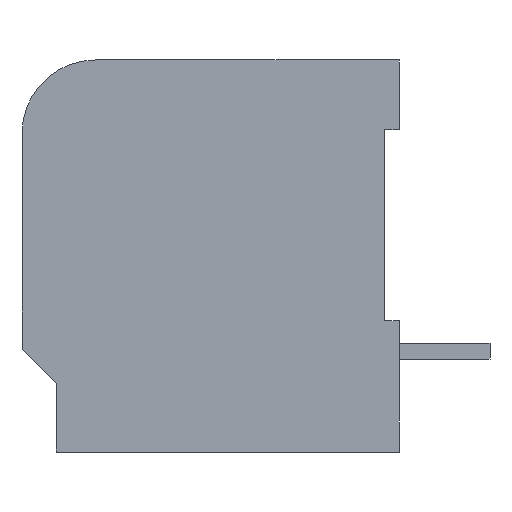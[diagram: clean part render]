
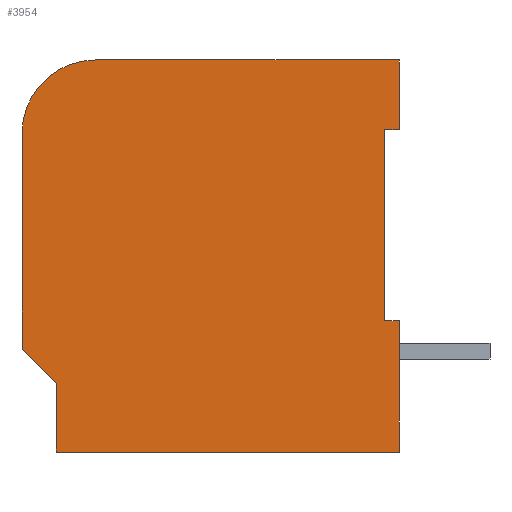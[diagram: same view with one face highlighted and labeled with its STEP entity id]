
A CAD part, left-side view. The second image highlights one B-rep face of the part: STEP entity #3954.
In plain terms, the highlighted planar face has unit normal (-1, 0, 0).
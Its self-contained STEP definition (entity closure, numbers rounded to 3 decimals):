
#135=DIRECTION('',(0.,0.,-1.));
#136=VECTOR('',#135,3.62);
#137=CARTESIAN_POINT('',(-17.59,0.,0.));
#138=LINE('',#137,#136);
#139=DIRECTION('',(0.,1.,0.));
#140=VECTOR('',#139,0.762);
#141=CARTESIAN_POINT('',(-17.59,0.,-3.62));
#142=LINE('',#141,#140);
#143=DIRECTION('',(0.,0.,-1.));
#144=VECTOR('',#143,9.906);
#145=CARTESIAN_POINT('',(-17.59,0.762,-3.62));
#146=LINE('',#145,#144);
#147=DIRECTION('',(0.,-1.,0.));
#148=VECTOR('',#147,0.762);
#149=CARTESIAN_POINT('',(-17.59,0.762,-13.526));
#150=LINE('',#149,#148);
#151=DIRECTION('',(0.,0.,-1.));
#152=VECTOR('',#151,6.795);
#153=CARTESIAN_POINT('',(-17.59,0.,-13.526));
#154=LINE('',#153,#152);
#155=DIRECTION('',(0.,0.,1.));
#156=VECTOR('',#155,3.556);
#157=CARTESIAN_POINT('',(-17.59,17.78,-20.32));
#158=LINE('',#157,#156);
#159=DIRECTION('',(0.,0.707,0.707));
#160=VECTOR('',#159,2.514);
#161=CARTESIAN_POINT('',(-17.59,17.78,-16.764));
#162=LINE('',#161,#160);
#163=DIRECTION('',(0.,0.,1.));
#164=VECTOR('',#163,11.176);
#165=CARTESIAN_POINT('',(-17.59,19.558,-14.986));
#166=LINE('',#165,#164);
#167=CARTESIAN_POINT('',(-17.59,15.748,-3.81));
#168=DIRECTION('',(1.,0.,0.));
#169=DIRECTION('',(0.,1.,0.));
#170=AXIS2_PLACEMENT_3D('',#167,#168,#169);
#248=DIRECTION('',(0.,1.,0.));
#249=VECTOR('',#248,15.748);
#250=CARTESIAN_POINT('',(-17.59,0.,0.));
#251=LINE('',#250,#249);
#608=DIRECTION('',(0.,-1.,0.));
#609=VECTOR('',#608,17.78);
#610=CARTESIAN_POINT('',(-17.59,17.78,-20.32));
#611=LINE('',#610,#609);
#2993=CARTESIAN_POINT('',(-17.59,0.,0.));
#2994=CARTESIAN_POINT('',(-17.59,0.,-3.62));
#2995=VERTEX_POINT('',#2993);
#2996=VERTEX_POINT('',#2994);
#2997=CARTESIAN_POINT('',(-17.59,0.762,-3.62));
#2998=VERTEX_POINT('',#2997);
#2999=CARTESIAN_POINT('',(-17.59,0.762,-13.526));
#3000=VERTEX_POINT('',#2999);
#3001=CARTESIAN_POINT('',(-17.59,0.,-13.526));
#3002=VERTEX_POINT('',#3001);
#3003=CARTESIAN_POINT('',(-17.59,0.,-20.32));
#3004=VERTEX_POINT('',#3003);
#3005=CARTESIAN_POINT('',(-17.59,17.78,-20.32));
#3006=CARTESIAN_POINT('',(-17.59,17.78,-16.764));
#3007=VERTEX_POINT('',#3005);
#3008=VERTEX_POINT('',#3006);
#3009=CARTESIAN_POINT('',(-17.59,19.558,-14.986));
#3010=VERTEX_POINT('',#3009);
#3011=CARTESIAN_POINT('',(-17.59,19.558,-3.81));
#3012=VERTEX_POINT('',#3011);
#3013=CARTESIAN_POINT('',(-17.59,15.748,0.));
#3014=VERTEX_POINT('',#3013);
#3925=CARTESIAN_POINT('',(-17.59,0.,0.));
#3926=DIRECTION('',(1.,0.,0.));
#3927=DIRECTION('',(0.,0.,-1.));
#3928=AXIS2_PLACEMENT_3D('',#3925,#3926,#3927);
#3929=PLANE('',#3928);
#3931=ORIENTED_EDGE('',*,*,#3930,.T.);
#3933=ORIENTED_EDGE('',*,*,#3932,.T.);
#3935=ORIENTED_EDGE('',*,*,#3934,.T.);
#3937=ORIENTED_EDGE('',*,*,#3936,.T.);
#3939=ORIENTED_EDGE('',*,*,#3938,.T.);
#3941=ORIENTED_EDGE('',*,*,#3940,.F.);
#3943=ORIENTED_EDGE('',*,*,#3942,.T.);
#3945=ORIENTED_EDGE('',*,*,#3944,.T.);
#3947=ORIENTED_EDGE('',*,*,#3946,.T.);
#3949=ORIENTED_EDGE('',*,*,#3948,.T.);
#3951=ORIENTED_EDGE('',*,*,#3950,.F.);
#3952=EDGE_LOOP('',(#3931,#3933,#3935,#3937,#3939,#3941,#3943,#3945,#3947,#3949,
#3951));
#3953=FACE_OUTER_BOUND('',#3952,.F.);
#171=CIRCLE('',#170,3.81);
#3930=EDGE_CURVE('',#2995,#2996,#138,.T.);
#3932=EDGE_CURVE('',#2996,#2998,#142,.T.);
#3934=EDGE_CURVE('',#2998,#3000,#146,.T.);
#3936=EDGE_CURVE('',#3000,#3002,#150,.T.);
#3938=EDGE_CURVE('',#3002,#3004,#154,.T.);
#3940=EDGE_CURVE('',#3007,#3004,#611,.T.);
#3942=EDGE_CURVE('',#3007,#3008,#158,.T.);
#3944=EDGE_CURVE('',#3008,#3010,#162,.T.);
#3946=EDGE_CURVE('',#3010,#3012,#166,.T.);
#3948=EDGE_CURVE('',#3012,#3014,#171,.T.);
#3950=EDGE_CURVE('',#2995,#3014,#251,.T.);
#3954=ADVANCED_FACE('',(#3953),#3929,.F.);
